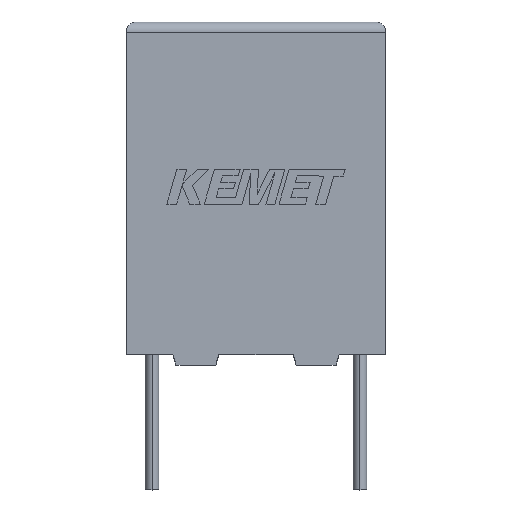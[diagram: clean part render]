
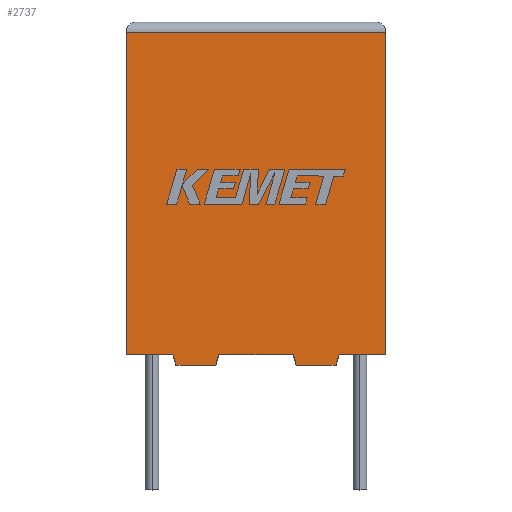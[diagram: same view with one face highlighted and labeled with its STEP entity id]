
A CAD part, top view. The second image highlights one B-rep face of the part: STEP entity #2737.
In plain terms, the highlighted planar face has unit normal (0, 0, 1).
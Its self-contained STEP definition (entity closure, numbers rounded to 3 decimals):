
#2 = VERTEX_POINT ( 'NONE', #1782 ) ;
#12 = LINE ( 'NONE', #1892, #2598 ) ;
#36 = CARTESIAN_POINT ( 'NONE',  ( 10.25, 0., 6.5 ) ) ;
#63 = ORIENTED_EDGE ( 'NONE', *, *, #1990, .T. ) ;
#133 = DIRECTION ( 'NONE',  ( -1., 0., 0. ) ) ;
#142 = LINE ( 'NONE', #2487, #324 ) ;
#149 = VERTEX_POINT ( 'NONE', #815 ) ;
#226 = EDGE_CURVE ( 'NONE', #734, #149, #1337, .T. ) ;
#324 = VECTOR ( 'NONE', #1966, 1000. ) ;
#329 = CARTESIAN_POINT ( 'NONE',  ( 10.25, 0., 6.5 ) ) ;
#332 = LINE ( 'NONE', #1128, #2267 ) ;
#360 = FACE_OUTER_BOUND ( 'NONE', #1631, .T. ) ;
#361 = LINE ( 'NONE', #3146, #2525 ) ;
#389 = ORIENTED_EDGE ( 'NONE', *, *, #825, .T. ) ;
#391 = VECTOR ( 'NONE', #2664, 1000. ) ;
#426 = CARTESIAN_POINT ( 'NONE',  ( 0., 0., 6.5 ) ) ;
#475 = LINE ( 'NONE', #1439, #1574 ) ;
#596 = VECTOR ( 'NONE', #767, 1000. ) ;
#599 = CARTESIAN_POINT ( 'NONE',  ( 0., 15.5, 6.5 ) ) ;
#628 = EDGE_CURVE ( 'NONE', #1426, #1006, #1087, .T. ) ;
#646 = CARTESIAN_POINT ( 'NONE',  ( 0., 0., 6.5 ) ) ;
#705 = CARTESIAN_POINT ( 'NONE',  ( 8.188, -0.5, 6.5 ) ) ;
#734 = VERTEX_POINT ( 'NONE', #1048 ) ;
#746 = LINE ( 'NONE', #1564, #1186 ) ;
#758 = CARTESIAN_POINT ( 'NONE',  ( 12.5, 0., 6.5 ) ) ;
#767 = DIRECTION ( 'NONE',  ( 0., 1., 0. ) ) ;
#797 = VECTOR ( 'NONE', #971, 1000. ) ;
#815 = CARTESIAN_POINT ( 'NONE',  ( 12.5, 15.5, 6.5 ) ) ;
#825 = EDGE_CURVE ( 'NONE', #149, #1426, #1647, .T. ) ;
#899 = CARTESIAN_POINT ( 'NONE',  ( 8.037, 0., 6.5 ) ) ;
#909 = CARTESIAN_POINT ( 'NONE',  ( 8.188, -0.5, 6.5 ) ) ;
#914 = VECTOR ( 'NONE', #2358, 1000. ) ;
#970 = EDGE_CURVE ( 'NONE', #1760, #734, #1407, .T. ) ;
#971 = DIRECTION ( 'NONE',  ( -0.287, 0.958, 0. ) ) ;
#980 = VERTEX_POINT ( 'NONE', #3152 ) ;
#1006 = VERTEX_POINT ( 'NONE', #1412 ) ;
#1017 = VERTEX_POINT ( 'NONE', #909 ) ;
#1048 = CARTESIAN_POINT ( 'NONE',  ( 12.5, 0., 6.5 ) ) ;
#1087 = LINE ( 'NONE', #426, #1487 ) ;
#1115 = DIRECTION ( 'NONE',  ( 0.287, 0.958, 0. ) ) ;
#1128 = CARTESIAN_POINT ( 'NONE',  ( 4.313, -0.5, 6.5 ) ) ;
#1186 = VECTOR ( 'NONE', #2068, 1000. ) ;
#1196 = ORIENTED_EDGE ( 'NONE', *, *, #2868, .T. ) ;
#1337 = LINE ( 'NONE', #758, #596 ) ;
#1373 = ORIENTED_EDGE ( 'NONE', *, *, #2848, .T. ) ;
#1394 = LINE ( 'NONE', #329, #914 ) ;
#1407 = LINE ( 'NONE', #646, #391 ) ;
#1412 = CARTESIAN_POINT ( 'NONE',  ( 0., 0., 6.5 ) ) ;
#1426 = VERTEX_POINT ( 'NONE', #2126 ) ;
#1439 = CARTESIAN_POINT ( 'NONE',  ( 2.4, -0.5, 6.5 ) ) ;
#1487 = VECTOR ( 'NONE', #2665, 1000. ) ;
#1564 = CARTESIAN_POINT ( 'NONE',  ( 2.25, 0., 6.5 ) ) ;
#1566 = ORIENTED_EDGE ( 'NONE', *, *, #1694, .F. ) ;
#1574 = VECTOR ( 'NONE', #3208, 1000. ) ;
#1631 = EDGE_LOOP ( 'NONE', ( #2324, #389, #2161, #1196, #2901, #1373, #63, #1699, #1566, #2663, #2931, #2463 ) ) ;
#1647 = LINE ( 'NONE', #599, #2897 ) ;
#1694 = EDGE_CURVE ( 'NONE', #1017, #3249, #1869, .T. ) ;
#1699 = ORIENTED_EDGE ( 'NONE', *, *, #2241, .T. ) ;
#1760 = VERTEX_POINT ( 'NONE', #36 ) ;
#1782 = CARTESIAN_POINT ( 'NONE',  ( 10.1, -0.5, 6.5 ) ) ;
#1862 = DIRECTION ( 'NONE',  ( 0., 0., -1. ) ) ;
#1869 = LINE ( 'NONE', #705, #797 ) ;
#1874 = EDGE_CURVE ( 'NONE', #1760, #2, #1394, .T. ) ;
#1892 = CARTESIAN_POINT ( 'NONE',  ( 0., 0., 6.5 ) ) ;
#1900 = DIRECTION ( 'NONE',  ( -1., 0., 0. ) ) ;
#1904 = AXIS2_PLACEMENT_3D ( 'NONE', #2376, #1862, #133 ) ;
#1911 = VERTEX_POINT ( 'NONE', #3064 ) ;
#1966 = DIRECTION ( 'NONE',  ( 1., 0., 0. ) ) ;
#1977 = VERTEX_POINT ( 'NONE', #2407 ) ;
#1990 = EDGE_CURVE ( 'NONE', #2474, #1977, #332, .T. ) ;
#2068 = DIRECTION ( 'NONE',  ( 0.287, -0.958, 0. ) ) ;
#2117 = DIRECTION ( 'NONE',  ( 1., 0., 0. ) ) ;
#2126 = CARTESIAN_POINT ( 'NONE',  ( 0., 15.5, 6.5 ) ) ;
#2161 = ORIENTED_EDGE ( 'NONE', *, *, #628, .T. ) ;
#2241 = EDGE_CURVE ( 'NONE', #1977, #3249, #142, .T. ) ;
#2267 = VECTOR ( 'NONE', #1115, 1000. ) ;
#2324 = ORIENTED_EDGE ( 'NONE', *, *, #226, .T. ) ;
#2358 = DIRECTION ( 'NONE',  ( -0.287, -0.958, 0. ) ) ;
#2363 = DIRECTION ( 'NONE',  ( -1., 0., 0. ) ) ;
#2376 = CARTESIAN_POINT ( 'NONE',  ( 0., 0., 6.5 ) ) ;
#2407 = CARTESIAN_POINT ( 'NONE',  ( 4.463, 0., 6.5 ) ) ;
#2463 = ORIENTED_EDGE ( 'NONE', *, *, #970, .T. ) ;
#2474 = VERTEX_POINT ( 'NONE', #2983 ) ;
#2487 = CARTESIAN_POINT ( 'NONE',  ( 0., 0., 6.5 ) ) ;
#2525 = VECTOR ( 'NONE', #1900, 1000. ) ;
#2598 = VECTOR ( 'NONE', #2117, 1000. ) ;
#2626 = EDGE_CURVE ( 'NONE', #980, #1911, #746, .T. ) ;
#2663 = ORIENTED_EDGE ( 'NONE', *, *, #3024, .F. ) ;
#2664 = DIRECTION ( 'NONE',  ( 1., 0., 0. ) ) ;
#2665 = DIRECTION ( 'NONE',  ( 0., -1., 0. ) ) ;
#2737 = ADVANCED_FACE ( 'NONE', ( #360 ), #2854, .F. ) ;
#2848 = EDGE_CURVE ( 'NONE', #1911, #2474, #475, .T. ) ;
#2854 = PLANE ( 'NONE',  #1904 ) ;
#2868 = EDGE_CURVE ( 'NONE', #1006, #980, #12, .T. ) ;
#2897 = VECTOR ( 'NONE', #2363, 1000. ) ;
#2901 = ORIENTED_EDGE ( 'NONE', *, *, #2626, .T. ) ;
#2931 = ORIENTED_EDGE ( 'NONE', *, *, #1874, .F. ) ;
#2983 = CARTESIAN_POINT ( 'NONE',  ( 4.313, -0.5, 6.5 ) ) ;
#3024 = EDGE_CURVE ( 'NONE', #2, #1017, #361, .T. ) ;
#3064 = CARTESIAN_POINT ( 'NONE',  ( 2.4, -0.5, 6.5 ) ) ;
#3146 = CARTESIAN_POINT ( 'NONE',  ( 10.1, -0.5, 6.5 ) ) ;
#3152 = CARTESIAN_POINT ( 'NONE',  ( 2.25, 0., 6.5 ) ) ;
#3208 = DIRECTION ( 'NONE',  ( 1., 0., 0. ) ) ;
#3249 = VERTEX_POINT ( 'NONE', #899 ) ;
